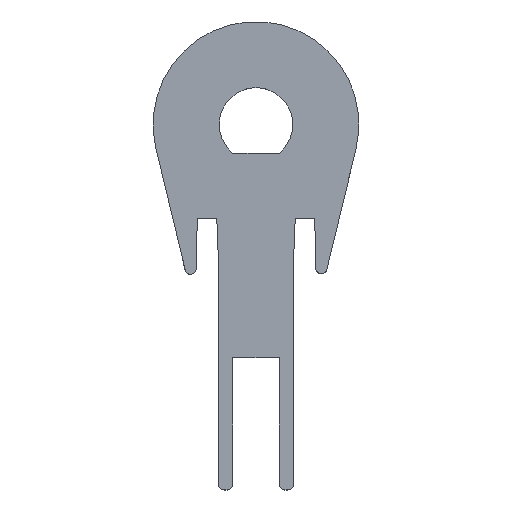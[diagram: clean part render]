
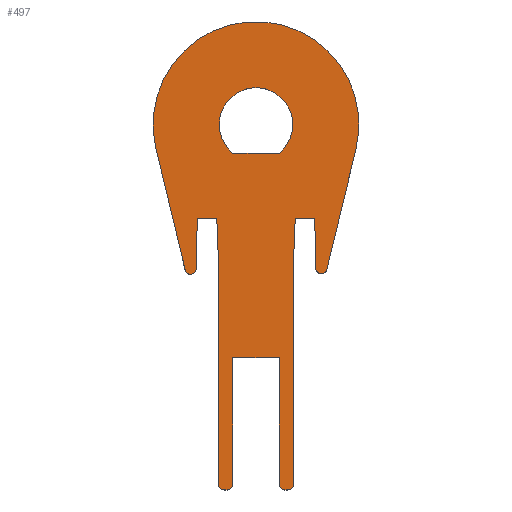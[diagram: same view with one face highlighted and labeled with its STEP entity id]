
A CAD part, top view. The second image highlights one B-rep face of the part: STEP entity #497.
In plain terms, the highlighted planar face has unit normal (0, 0, 1).
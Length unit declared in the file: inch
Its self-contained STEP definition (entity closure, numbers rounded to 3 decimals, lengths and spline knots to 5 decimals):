
#15=FACE_BOUND('',#76,.T.);
#18=CIRCLE('',#530,0.09843);
#19=CIRCLE('',#532,0.015);
#21=CIRCLE('',#536,0.015);
#22=CIRCLE('',#537,0.27559);
#23=CIRCLE('',#538,0.015);
#24=CIRCLE('',#539,0.015);
#25=CIRCLE('',#540,0.015);
#26=CIRCLE('',#541,0.015);
#49=FACE_OUTER_BOUND('',#75,.T.);
#75=EDGE_LOOP('',(#359,#360,#361,#362,#363,#364,#365,#366,#367,#368,#369,
#370,#371,#372,#373,#374,#375,#376,#377,#378,#379,#380));
#76=EDGE_LOOP('',(#381,#382));
#97=LINE('',#715,#153);
#101=LINE('',#722,#157);
#104=LINE('',#730,#160);
#108=LINE('',#737,#164);
#111=LINE('',#745,#167);
#115=LINE('',#761,#171);
#118=LINE('',#766,#174);
#119=LINE('',#768,#175);
#120=LINE('',#772,#176);
#121=LINE('',#776,#177);
#122=LINE('',#780,#178);
#123=LINE('',#781,#179);
#124=LINE('',#785,#180);
#125=LINE('',#789,#181);
#126=LINE('',#791,#182);
#127=LINE('',#793,#183);
#153=VECTOR('',#571,0.3937);
#157=VECTOR('',#577,0.3937);
#160=VECTOR('',#582,0.3937);
#164=VECTOR('',#588,0.3937);
#167=VECTOR('',#593,0.3937);
#171=VECTOR('',#611,0.3937);
#174=VECTOR('',#616,0.3937);
#175=VECTOR('',#617,0.3937);
#176=VECTOR('',#620,0.3937);
#177=VECTOR('',#623,0.3937);
#178=VECTOR('',#626,0.3937);
#179=VECTOR('',#627,0.3937);
#180=VECTOR('',#630,0.3937);
#181=VECTOR('',#633,0.3937);
#182=VECTOR('',#634,0.3937);
#183=VECTOR('',#635,0.3937);
#209=VERTEX_POINT('',#712);
#210=VERTEX_POINT('',#714);
#212=VERTEX_POINT('',#720);
#215=VERTEX_POINT('',#727);
#216=VERTEX_POINT('',#729);
#218=VERTEX_POINT('',#735);
#221=VERTEX_POINT('',#742);
#222=VERTEX_POINT('',#744);
#223=VERTEX_POINT('',#751);
#224=VERTEX_POINT('',#752);
#227=VERTEX_POINT('',#760);
#229=VERTEX_POINT('',#767);
#230=VERTEX_POINT('',#769);
#231=VERTEX_POINT('',#771);
#232=VERTEX_POINT('',#773);
#233=VERTEX_POINT('',#775);
#234=VERTEX_POINT('',#777);
#235=VERTEX_POINT('',#779);
#236=VERTEX_POINT('',#782);
#237=VERTEX_POINT('',#784);
#238=VERTEX_POINT('',#786);
#239=VERTEX_POINT('',#788);
#240=VERTEX_POINT('',#790);
#241=VERTEX_POINT('',#792);
#257=EDGE_CURVE('',#209,#210,#97,.T.);
#261=EDGE_CURVE('',#212,#209,#101,.T.);
#264=EDGE_CURVE('',#215,#216,#104,.T.);
#268=EDGE_CURVE('',#218,#215,#108,.T.);
#271=EDGE_CURVE('',#222,#221,#111,.T.);
#274=EDGE_CURVE('',#221,#222,#18,.T.);
#275=EDGE_CURVE('',#223,#224,#19,.T.);
#279=EDGE_CURVE('',#224,#227,#115,.T.);
#282=EDGE_CURVE('',#210,#223,#118,.T.);
#283=EDGE_CURVE('',#229,#212,#119,.T.);
#284=EDGE_CURVE('',#230,#229,#21,.T.);
#285=EDGE_CURVE('',#231,#230,#120,.T.);
#286=EDGE_CURVE('',#232,#231,#22,.T.);
#287=EDGE_CURVE('',#233,#232,#121,.T.);
#288=EDGE_CURVE('',#234,#233,#23,.T.);
#289=EDGE_CURVE('',#235,#234,#122,.T.);
#290=EDGE_CURVE('',#216,#235,#123,.T.);
#291=EDGE_CURVE('',#236,#218,#24,.T.);
#292=EDGE_CURVE('',#237,#236,#124,.T.);
#293=EDGE_CURVE('',#238,#237,#25,.T.);
#294=EDGE_CURVE('',#238,#239,#125,.T.);
#295=EDGE_CURVE('',#239,#240,#126,.T.);
#296=EDGE_CURVE('',#240,#241,#127,.T.);
#297=EDGE_CURVE('',#227,#241,#26,.T.);
#359=ORIENTED_EDGE('',*,*,#275,.F.);
#360=ORIENTED_EDGE('',*,*,#282,.F.);
#361=ORIENTED_EDGE('',*,*,#257,.F.);
#362=ORIENTED_EDGE('',*,*,#261,.F.);
#363=ORIENTED_EDGE('',*,*,#283,.F.);
#364=ORIENTED_EDGE('',*,*,#284,.F.);
#365=ORIENTED_EDGE('',*,*,#285,.F.);
#366=ORIENTED_EDGE('',*,*,#286,.F.);
#367=ORIENTED_EDGE('',*,*,#287,.F.);
#368=ORIENTED_EDGE('',*,*,#288,.F.);
#369=ORIENTED_EDGE('',*,*,#289,.F.);
#370=ORIENTED_EDGE('',*,*,#290,.F.);
#371=ORIENTED_EDGE('',*,*,#264,.F.);
#372=ORIENTED_EDGE('',*,*,#268,.F.);
#373=ORIENTED_EDGE('',*,*,#291,.F.);
#374=ORIENTED_EDGE('',*,*,#292,.F.);
#375=ORIENTED_EDGE('',*,*,#293,.F.);
#376=ORIENTED_EDGE('',*,*,#294,.T.);
#377=ORIENTED_EDGE('',*,*,#295,.T.);
#378=ORIENTED_EDGE('',*,*,#296,.T.);
#379=ORIENTED_EDGE('',*,*,#297,.F.);
#380=ORIENTED_EDGE('',*,*,#279,.F.);
#381=ORIENTED_EDGE('',*,*,#274,.T.);
#382=ORIENTED_EDGE('',*,*,#271,.T.);
#477=PLANE('',#535);
#497=ADVANCED_FACE('',(#49,#15),#477,.T.);
#530=AXIS2_PLACEMENT_3D('',#749,#599,#600);
#532=AXIS2_PLACEMENT_3D('',#753,#603,#604);
#535=AXIS2_PLACEMENT_3D('',#765,#614,#615);
#536=AXIS2_PLACEMENT_3D('',#770,#618,#619);
#537=AXIS2_PLACEMENT_3D('',#774,#621,#622);
#538=AXIS2_PLACEMENT_3D('',#778,#624,#625);
#539=AXIS2_PLACEMENT_3D('',#783,#628,#629);
#540=AXIS2_PLACEMENT_3D('',#787,#631,#632);
#541=AXIS2_PLACEMENT_3D('',#794,#636,#637);
#571=DIRECTION('',(-0.04,-0.999,0.));
#577=DIRECTION('',(-1.,-0.005,0.));
#582=DIRECTION('',(-0.04,0.999,0.));
#588=DIRECTION('',(0.,1.,0.));
#593=DIRECTION('',(-1.,0.,0.));
#599=DIRECTION('center_axis',(0.,0.,-1.));
#600=DIRECTION('ref_axis',(-0.626,0.78,0.));
#603=DIRECTION('center_axis',(0.,0.,-1.));
#604=DIRECTION('ref_axis',(0.707,-0.707,0.));
#611=DIRECTION('',(-1.,0.,0.));
#614=DIRECTION('center_axis',(0.,0.,1.));
#615=DIRECTION('ref_axis',(1.,0.,0.));
#616=DIRECTION('',(0.,-1.,0.));
#617=DIRECTION('',(-0.02,1.,0.));
#618=DIRECTION('center_axis',(0.,0.,-1.));
#619=DIRECTION('ref_axis',(-0.109,-0.994,0.));
#620=DIRECTION('',(-0.236,-0.972,0.));
#621=DIRECTION('center_axis',(0.,0.,-1.));
#622=DIRECTION('ref_axis',(0.972,-0.236,0.));
#623=DIRECTION('',(-0.235,0.972,0.));
#624=DIRECTION('center_axis',(0.,0.,-1.));
#625=DIRECTION('ref_axis',(0.108,-0.994,0.));
#626=DIRECTION('',(-0.02,-1.,0.));
#627=DIRECTION('',(-1.,-0.005,0.));
#628=DIRECTION('center_axis',(0.,0.,-1.));
#629=DIRECTION('ref_axis',(-0.707,-0.707,0.));
#630=DIRECTION('',(-1.,0.,0.));
#631=DIRECTION('center_axis',(0.,0.,-1.));
#632=DIRECTION('ref_axis',(0.707,-0.707,0.));
#633=DIRECTION('',(0.,1.,0.));
#634=DIRECTION('',(1.,0.,0.));
#635=DIRECTION('',(0.,-1.,0.));
#636=DIRECTION('center_axis',(0.,0.,-1.));
#637=DIRECTION('ref_axis',(-0.707,-0.707,0.));
#712=CARTESIAN_POINT('',(0.105,0.40502,0.062));
#714=CARTESIAN_POINT('',(0.1,0.28,0.062));
#715=CARTESIAN_POINT('',(0.1018,0.32491,0.062));
#720=CARTESIAN_POINT('',(0.15726,0.40531,0.062));
#722=CARTESIAN_POINT('',(0.1,0.405,0.062));
#727=CARTESIAN_POINT('',(-0.1,0.2789,0.062));
#729=CARTESIAN_POINT('',(-0.105,0.40387,0.062));
#730=CARTESIAN_POINT('',(-0.10182,0.32435,0.062));
#735=CARTESIAN_POINT('',(-0.1,-0.30744,0.062));
#737=CARTESIAN_POINT('',(-0.1,0.4039,0.062));
#742=CARTESIAN_POINT('',(-0.06159,0.57892,0.062));
#744=CARTESIAN_POINT('',(0.06159,0.57892,0.062));
#745=CARTESIAN_POINT('',(0.03076,0.57892,0.062));
#749=CARTESIAN_POINT('Origin',(0.,0.65569,0.062));
#751=CARTESIAN_POINT('',(0.1,-0.30744,0.062));
#752=CARTESIAN_POINT('',(0.085,-0.32244,0.062));
#753=CARTESIAN_POINT('Origin',(0.085,-0.30744,0.062));
#760=CARTESIAN_POINT('',(0.0775,-0.32244,0.062));
#761=CARTESIAN_POINT('',(-0.1,-0.32244,0.062));
#765=CARTESIAN_POINT('Origin',(-0.00007,0.31136,0.062));
#766=CARTESIAN_POINT('',(0.1,-0.32244,0.062));
#767=CARTESIAN_POINT('',(0.15995,0.271,0.062));
#768=CARTESIAN_POINT('',(0.15726,0.40531,0.062));
#769=CARTESIAN_POINT('',(0.18952,0.26777,0.062));
#770=CARTESIAN_POINT('Origin',(0.17494,0.2713,0.062));
#771=CARTESIAN_POINT('',(0.26783,0.59075,0.062));
#772=CARTESIAN_POINT('',(0.16226,0.15533,0.062));
#773=CARTESIAN_POINT('',(-0.26789,0.591,0.062));
#774=CARTESIAN_POINT('Origin',(0.,0.65569,0.062));
#775=CARTESIAN_POINT('',(-0.18952,0.26643,0.062));
#776=CARTESIAN_POINT('',(-0.26789,0.591,0.062));
#777=CARTESIAN_POINT('',(-0.15994,0.26965,0.062));
#778=CARTESIAN_POINT('Origin',(-0.17494,0.26995,0.062));
#779=CARTESIAN_POINT('',(-0.15726,0.40359,0.062));
#780=CARTESIAN_POINT('',(-0.16226,0.15356,0.062));
#781=CARTESIAN_POINT('',(-0.15726,0.40359,0.062));
#782=CARTESIAN_POINT('',(-0.085,-0.32244,0.062));
#783=CARTESIAN_POINT('Origin',(-0.085,-0.30744,0.062));
#784=CARTESIAN_POINT('',(-0.0775,-0.32244,0.062));
#785=CARTESIAN_POINT('',(-0.1,-0.32244,0.062));
#786=CARTESIAN_POINT('',(-0.0625,-0.30744,0.062));
#787=CARTESIAN_POINT('Origin',(-0.0775,-0.30744,0.062));
#788=CARTESIAN_POINT('',(-0.0625,0.03189,0.062));
#789=CARTESIAN_POINT('',(-0.0625,0.17162,0.062));
#790=CARTESIAN_POINT('',(0.0625,0.03189,0.062));
#791=CARTESIAN_POINT('',(0.03122,0.03189,0.062));
#792=CARTESIAN_POINT('',(0.0625,-0.30744,0.062));
#793=CARTESIAN_POINT('',(0.0625,-0.18271,0.062));
#794=CARTESIAN_POINT('Origin',(0.0775,-0.30744,0.062));
